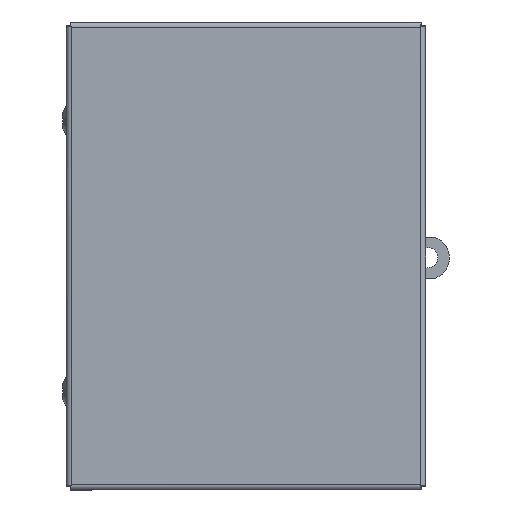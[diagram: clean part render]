
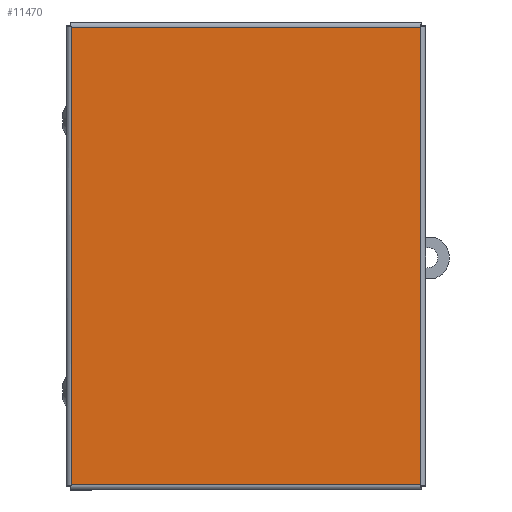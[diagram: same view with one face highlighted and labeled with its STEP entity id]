
A CAD part, left-side view. The second image highlights one B-rep face of the part: STEP entity #11470.
In plain terms, the highlighted face is planar.
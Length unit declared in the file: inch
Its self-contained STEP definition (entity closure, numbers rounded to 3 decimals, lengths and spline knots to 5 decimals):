
#10378=CARTESIAN_POINT('',(-3.90675,2.90675,0.));
#10379=VERTEX_POINT('',#10378);
#10390=CARTESIAN_POINT('',(-3.90675,-3.53175,0.));
#10391=VERTEX_POINT('',#10390);
#10392=CARTESIAN_POINT('',(-3.90675,-3.53175,0.0));
#10393=DIRECTION('',(0.0,1.0,0.0));
#10394=VECTOR('',#10393,6.4385);
#10395=LINE('',#10392,#10394);
#10396=EDGE_CURVE('',#10391,#10379,#10395,.T.);
#10668=CARTESIAN_POINT('',(4.53175,-3.53175,0.));
#10669=VERTEX_POINT('',#10668);
#10670=CARTESIAN_POINT('',(4.53175,-3.53175,0.0));
#10671=DIRECTION('',(-1.0,0.0,0.0));
#10672=VECTOR('',#10671,8.4385);
#10673=LINE('',#10670,#10672);
#10674=EDGE_CURVE('',#10669,#10391,#10673,.T.);
#10939=CARTESIAN_POINT('',(4.53175,2.90675,0.));
#10940=VERTEX_POINT('',#10939);
#10941=CARTESIAN_POINT('',(4.53175,2.90675,0.0));
#10942=DIRECTION('',(0.0,-1.0,0.0));
#10943=VECTOR('',#10942,6.4385);
#10944=LINE('',#10941,#10943);
#10945=EDGE_CURVE('',#10940,#10669,#10944,.T.);
#11210=CARTESIAN_POINT('',(-3.90675,2.90675,0.0));
#11211=DIRECTION('',(1.0,0.0,0.0));
#11212=VECTOR('',#11211,8.4385);
#11213=LINE('',#11210,#11212);
#11214=EDGE_CURVE('',#10379,#10940,#11213,.T.);
#11459=CARTESIAN_POINT('',(0.3125,-0.3125,0.0));
#11460=DIRECTION('',(0.0,0.0,1.0));
#11461=DIRECTION('',(1.0,0.0,0.0));
#11462=AXIS2_PLACEMENT_3D('',#11459,#11460,#11461);
#11463=PLANE('',#11462);
#11464=ORIENTED_EDGE('',*,*,#10396,.T.);
#11465=ORIENTED_EDGE('',*,*,#11214,.T.);
#11466=ORIENTED_EDGE('',*,*,#10945,.T.);
#11467=ORIENTED_EDGE('',*,*,#10674,.T.);
#11468=EDGE_LOOP('',(#11464,#11465,#11466,#11467));
#11469=FACE_OUTER_BOUND('',#11468,.T.);
#11470=ADVANCED_FACE('',(#11469),#11463,.F.);
